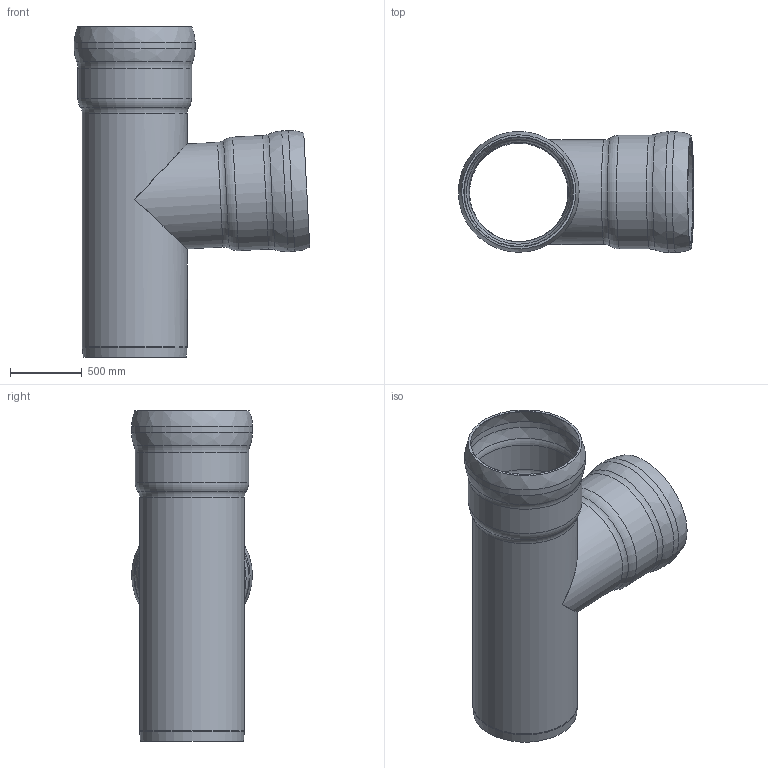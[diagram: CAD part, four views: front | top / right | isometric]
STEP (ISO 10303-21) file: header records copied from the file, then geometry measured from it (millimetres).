
FILE_DESCRIPTION(/* description */ (''),/* implementation_level */ '2;1');
FILE_NAME(/* name */ '00200.CC0X_3D.stp',/* time_stamp */ '2024-12-11T11:52:07+01:00',/* author */ ('CAD'),/* organization */ (''),/* preprocessor_version */ 'ST-DEVELOPER v20',/* originating_system */ 'AutoCAD Mechanical',/* authorisation */ '');
FILE_SCHEMA (('AUTOMOTIVE_DESIGN { 1 0 10303 214 3 1 1 }'));
Length unit declared in the file: centimetre
Products named in the file (2): Product; *S0
Assembly tree (1 placements, depth 2):
  Product
    *S0
Bounding box: 1640.17 x 842 x 2300 mm (x, y, z)
Volume: 114656665 mm3; surface area: 14554646.1 mm2
Topology: 2 solids, 2 shells, 45 faces, 124 edges, 80 vertices
Faces by surface type: torus 14, cylinder 12, bspline 8, plane 7, cone 4
Full cylindrical faces by diameter (mm): 698 x2, 730 x2, 760 x2, 792 x2, 810 x2, 842 x2
Entity records: 1726 total; most frequent: CARTESIAN_POINT 460, DIRECTION 306, ORIENTED_EDGE 248, AXIS2_PLACEMENT_3D 142, EDGE_CURVE 124, CIRCLE 88, VERTEX_POINT 80, EDGE_LOOP 48
